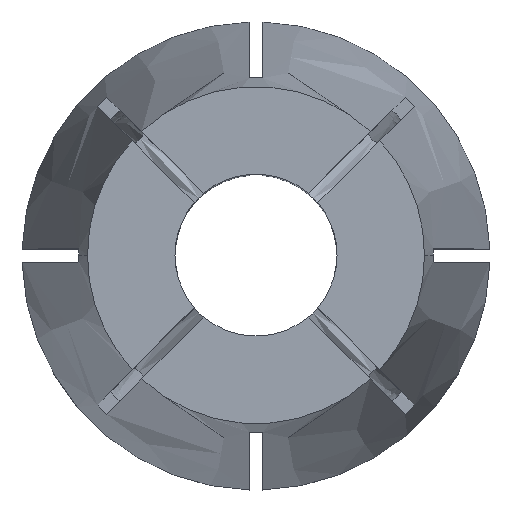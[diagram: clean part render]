
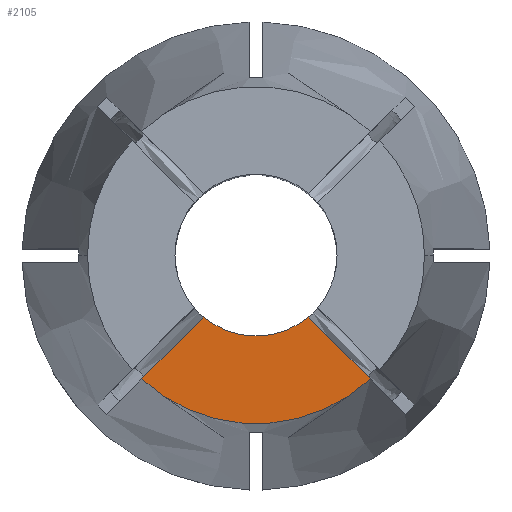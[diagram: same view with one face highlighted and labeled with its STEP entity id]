
A CAD part, top view. The second image highlights one B-rep face of the part: STEP entity #2105.
In plain terms, the highlighted planar face has unit normal (0, 0, 1).
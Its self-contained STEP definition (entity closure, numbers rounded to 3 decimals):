
#55 = VECTOR ( 'NONE', #828, 1000. ) ;
#147 = DIRECTION ( 'NONE',  ( 0., 0., 1. ) ) ;
#150 = EDGE_CURVE ( 'NONE', #1315, #1138, #838, .T. ) ;
#167 = DIRECTION ( 'NONE',  ( 0.707, 0.707, 0. ) ) ;
#406 = CARTESIAN_POINT ( 'NONE',  ( 0.265, -0.265, 0. ) ) ;
#454 = CARTESIAN_POINT ( 'NONE',  ( -6.348, -6.879, 0. ) ) ;
#560 = AXIS2_PLACEMENT_3D ( 'NONE', #1082, #1970, #760 ) ;
#679 = EDGE_CURVE ( 'NONE', #904, #2651, #807, .T. ) ;
#723 = CARTESIAN_POINT ( 'NONE',  ( -2.906, -3.436, 0. ) ) ;
#760 = DIRECTION ( 'NONE',  ( 1., 0., 0. ) ) ;
#766 = EDGE_LOOP ( 'NONE', ( #778, #1021, #2833, #1499 ) ) ;
#778 = ORIENTED_EDGE ( 'NONE', *, *, #2768, .F. ) ;
#807 = CIRCLE ( 'NONE', #560, 4.5 ) ;
#828 = DIRECTION ( 'NONE',  ( -0.707, 0.707, 0. ) ) ;
#838 = CIRCLE ( 'NONE', #2426, 9.36 ) ;
#871 = CARTESIAN_POINT ( 'NONE',  ( 0., 0., 0. ) ) ;
#881 = DIRECTION ( 'NONE',  ( -1., 0., 0. ) ) ;
#897 = AXIS2_PLACEMENT_3D ( 'NONE', #871, #1201, #881 ) ;
#904 = VERTEX_POINT ( 'NONE', #723 ) ;
#952 = CARTESIAN_POINT ( 'NONE',  ( 6.348, -6.879, 0. ) ) ;
#1021 = ORIENTED_EDGE ( 'NONE', *, *, #150, .T. ) ;
#1082 = CARTESIAN_POINT ( 'NONE',  ( 0., 0., 0. ) ) ;
#1110 = PLANE ( 'NONE',  #897 ) ;
#1138 = VERTEX_POINT ( 'NONE', #952 ) ;
#1148 = CARTESIAN_POINT ( 'NONE',  ( 0., 0., 0. ) ) ;
#1201 = DIRECTION ( 'NONE',  ( 0., 0., -1. ) ) ;
#1315 = VERTEX_POINT ( 'NONE', #454 ) ;
#1405 = LINE ( 'NONE', #406, #2884 ) ;
#1499 = ORIENTED_EDGE ( 'NONE', *, *, #679, .F. ) ;
#1634 = FACE_OUTER_BOUND ( 'NONE', #766, .T. ) ;
#1750 = DIRECTION ( 'NONE',  ( 1., 0., 0. ) ) ;
#1759 = CARTESIAN_POINT ( 'NONE',  ( -0.265, -0.265, 0. ) ) ;
#1791 = CARTESIAN_POINT ( 'NONE',  ( 2.906, -3.436, 0. ) ) ;
#1970 = DIRECTION ( 'NONE',  ( 0., 0., 1. ) ) ;
#2105 = ADVANCED_FACE ( 'NONE', ( #1634 ), #1110, .F. ) ;
#2426 = AXIS2_PLACEMENT_3D ( 'NONE', #1148, #147, #1750 ) ;
#2598 = LINE ( 'NONE', #1759, #55 ) ;
#2651 = VERTEX_POINT ( 'NONE', #1791 ) ;
#2719 = EDGE_CURVE ( 'NONE', #1138, #2651, #2598, .T. ) ;
#2768 = EDGE_CURVE ( 'NONE', #1315, #904, #1405, .T. ) ;
#2833 = ORIENTED_EDGE ( 'NONE', *, *, #2719, .T. ) ;
#2884 = VECTOR ( 'NONE', #167, 1000. ) ;
